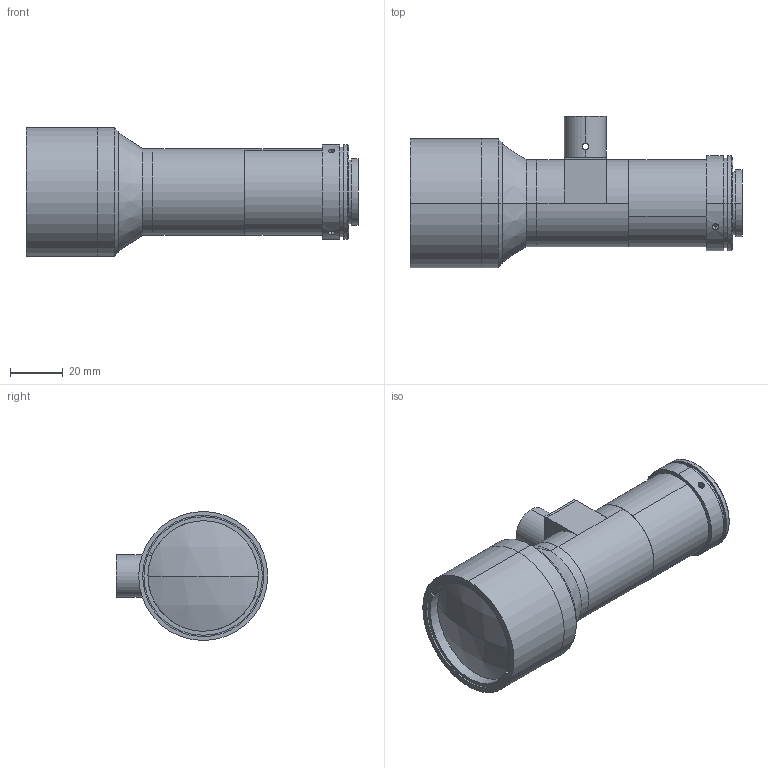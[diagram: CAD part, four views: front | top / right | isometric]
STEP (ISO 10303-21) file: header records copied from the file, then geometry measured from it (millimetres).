
FILE_DESCRIPTION (( 'STEP AP203' ), '1' );
FILE_NAME ('XF-5MDT03X65D.STEP', '2017-03-27T07:14:45', ( 'Lxtx999.CoM' ), ( 'Lxtx999.CoM' ), 'SwSTEP 2.0', 'SolidWorks 2014', '' );
FILE_SCHEMA (( 'CONFIG_CONTROL_DESIGN' ));
Length unit declared in the file: millimetre
Products named in the file (1): XF-5MDT03X65D
Bounding box: 126.1 x 57.5 x 49 mm (x, y, z)
Surface area: 25161 mm2 (no closed solid volume)
Topology: 0 solids, 13 shells, 115 faces, 296 edges, 198 vertices
Faces by surface type: cylinder 65, plane 38, cone 8, sphere 4
Entity records: 3965 total; most frequent: CARTESIAN_POINT 998, DIRECTION 666, ORIENTED_EDGE 508, EDGE_CURVE 296, AXIS2_PLACEMENT_3D 274, VERTEX_POINT 198, CIRCLE 158, EDGE_LOOP 144
